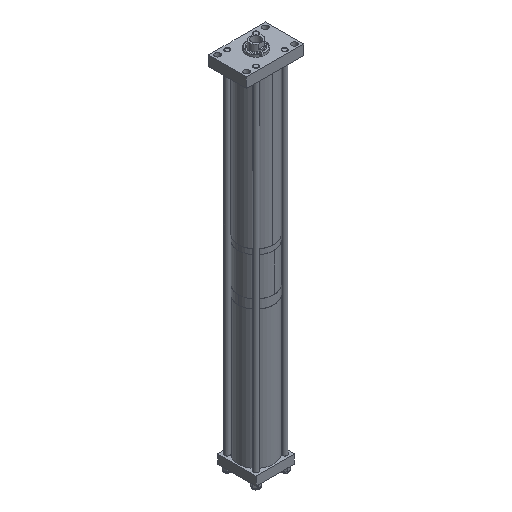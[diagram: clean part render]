
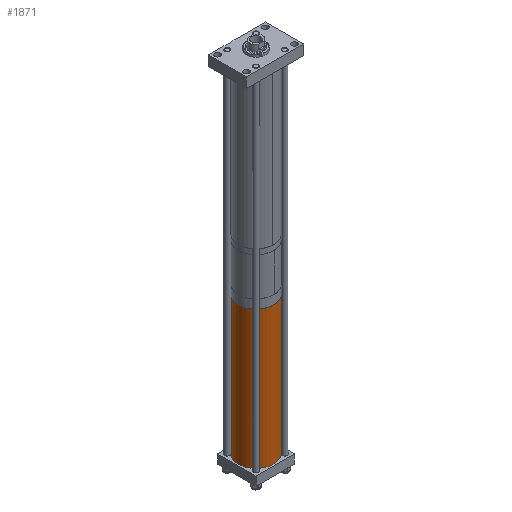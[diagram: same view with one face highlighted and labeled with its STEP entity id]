
A CAD part, isometric view. The second image highlights one B-rep face of the part: STEP entity #1871.
In plain terms, the highlighted cylindrical face has radius 88.9 mm (diameter 177.8 mm), a partial arc.
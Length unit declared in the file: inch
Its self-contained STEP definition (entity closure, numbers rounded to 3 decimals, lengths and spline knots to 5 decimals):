
#458 = CARTESIAN_POINT ( 'NONE',  ( 3.5, 0., 27.198 ) ) ;
#1104 = EDGE_CURVE ( 'NONE', #3827, #9718, #7175, .T. ) ;
#1184 = ORIENTED_EDGE ( 'NONE', *, *, #7095, .F. ) ;
#1295 = ORIENTED_EDGE ( 'NONE', *, *, #6573, .T. ) ;
#1621 = CYLINDRICAL_SURFACE ( 'NONE', #2411, 3.5 ) ;
#1696 = CARTESIAN_POINT ( 'NONE',  ( 0., 0., 27.198 ) ) ;
#1871 = ADVANCED_FACE ( 'NONE', ( #4637 ), #1621, .T. ) ;
#2303 = CARTESIAN_POINT ( 'NONE',  ( 3.5, 0., 27.198 ) ) ;
#2397 = VECTOR ( 'NONE', #3657, 39.37008 ) ;
#2411 = AXIS2_PLACEMENT_3D ( 'NONE', #8029, #7030, #4795 ) ;
#2862 = ORIENTED_EDGE ( 'NONE', *, *, #8981, .F. ) ;
#3139 = AXIS2_PLACEMENT_3D ( 'NONE', #7755, #6134, #7814 ) ;
#3657 = DIRECTION ( 'NONE',  ( 0., 0., -1. ) ) ;
#3827 = VERTEX_POINT ( 'NONE', #7825 ) ;
#3908 = LINE ( 'NONE', #7311, #10173 ) ;
#4535 = LINE ( 'NONE', #458, #2397 ) ;
#4546 = CIRCLE ( 'NONE', #5346, 3.5 ) ;
#4637 = FACE_OUTER_BOUND ( 'NONE', #8103, .T. ) ;
#4795 = DIRECTION ( 'NONE',  ( -1., 0., 0. ) ) ;
#4818 = DIRECTION ( 'NONE',  ( 1., 0., 0. ) ) ;
#4866 = DIRECTION ( 'NONE',  ( 0., 0., -1. ) ) ;
#4948 = CARTESIAN_POINT ( 'NONE',  ( 3.5, 0., 0. ) ) ;
#5346 = AXIS2_PLACEMENT_3D ( 'NONE', #1696, #8150, #4818 ) ;
#6134 = DIRECTION ( 'NONE',  ( 0., 0., 1. ) ) ;
#6506 = ORIENTED_EDGE ( 'NONE', *, *, #1104, .T. ) ;
#6573 = EDGE_CURVE ( 'NONE', #9371, #3827, #3908, .T. ) ;
#7030 = DIRECTION ( 'NONE',  ( 0., 0., -1. ) ) ;
#7095 = EDGE_CURVE ( 'NONE', #8816, #9718, #4535, .T. ) ;
#7175 = CIRCLE ( 'NONE', #3139, 3.5 ) ;
#7311 = CARTESIAN_POINT ( 'NONE',  ( -3.5, 0., 27.198 ) ) ;
#7755 = CARTESIAN_POINT ( 'NONE',  ( 0., 0., 0. ) ) ;
#7814 = DIRECTION ( 'NONE',  ( 1., 0., 0. ) ) ;
#7825 = CARTESIAN_POINT ( 'NONE',  ( -3.5, 0., 0. ) ) ;
#8029 = CARTESIAN_POINT ( 'NONE',  ( 0., 0., 27.198 ) ) ;
#8103 = EDGE_LOOP ( 'NONE', ( #1184, #2862, #1295, #6506 ) ) ;
#8150 = DIRECTION ( 'NONE',  ( 0., 0., 1. ) ) ;
#8816 = VERTEX_POINT ( 'NONE', #2303 ) ;
#8981 = EDGE_CURVE ( 'NONE', #9371, #8816, #4546, .T. ) ;
#9371 = VERTEX_POINT ( 'NONE', #10097 ) ;
#9718 = VERTEX_POINT ( 'NONE', #4948 ) ;
#10097 = CARTESIAN_POINT ( 'NONE',  ( -3.5, 0., 27.198 ) ) ;
#10173 = VECTOR ( 'NONE', #4866, 39.37008 ) ;
